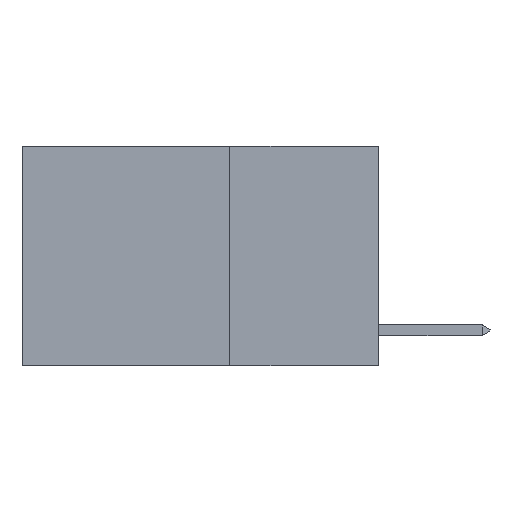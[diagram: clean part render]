
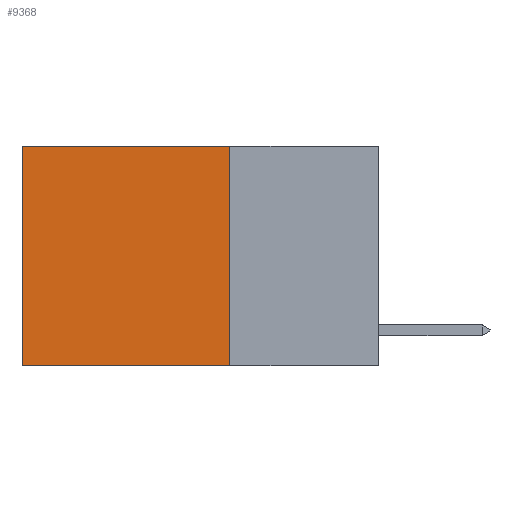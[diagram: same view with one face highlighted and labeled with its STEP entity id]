
A CAD part, left-side view. The second image highlights one B-rep face of the part: STEP entity #9368.
In plain terms, the highlighted planar face has unit normal (-1, 0, 0).
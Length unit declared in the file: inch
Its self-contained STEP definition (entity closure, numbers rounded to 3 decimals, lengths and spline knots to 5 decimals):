
#38 = EDGE_CURVE ( 'NONE', #6276, #11961, #2575, .T. ) ;
#269 = VECTOR ( 'NONE', #4914, 39.37008 ) ;
#901 = CARTESIAN_POINT ( 'NONE',  ( 0.2625, 0.6, 0. ) ) ;
#2296 = DIRECTION ( 'NONE',  ( 0., 1., 0. ) ) ;
#2575 = LINE ( 'NONE', #6511, #15082 ) ;
#3813 = VERTEX_POINT ( 'NONE', #5602 ) ;
#3937 = VECTOR ( 'NONE', #18284, 39.37008 ) ;
#4349 = EDGE_CURVE ( 'NONE', #6276, #9710, #6821, .T. ) ;
#4914 = DIRECTION ( 'NONE',  ( 0., 1., 0. ) ) ;
#5602 = CARTESIAN_POINT ( 'NONE',  ( 0.2625, 0.6, -0.37 ) ) ;
#6276 = VERTEX_POINT ( 'NONE', #15546 ) ;
#6511 = CARTESIAN_POINT ( 'NONE',  ( 0.2625, 0.25, 0. ) ) ;
#6821 = LINE ( 'NONE', #14401, #269 ) ;
#7059 = LINE ( 'NONE', #23989, #3937 ) ;
#8131 = AXIS2_PLACEMENT_3D ( 'NONE', #19802, #12197, #23751 ) ;
#9212 = ORIENTED_EDGE ( 'NONE', *, *, #11630, .F. ) ;
#9368 = ADVANCED_FACE ( 'NONE', ( #12333 ), #23527, .F. ) ;
#9710 = VERTEX_POINT ( 'NONE', #901 ) ;
#9804 = EDGE_LOOP ( 'NONE', ( #24655, #9212, #20648, #12129 ) ) ;
#11630 = EDGE_CURVE ( 'NONE', #11961, #3813, #13721, .T. ) ;
#11961 = VERTEX_POINT ( 'NONE', #15668 ) ;
#12126 = DIRECTION ( 'NONE',  ( 0., 0., -1. ) ) ;
#12129 = ORIENTED_EDGE ( 'NONE', *, *, #4349, .T. ) ;
#12197 = DIRECTION ( 'NONE',  ( 1., 0., 0. ) ) ;
#12333 = FACE_OUTER_BOUND ( 'NONE', #9804, .T. ) ;
#13721 = LINE ( 'NONE', #19438, #22919 ) ;
#14401 = CARTESIAN_POINT ( 'NONE',  ( 0.2625, 0.25, 0. ) ) ;
#15082 = VECTOR ( 'NONE', #12126, 39.37008 ) ;
#15546 = CARTESIAN_POINT ( 'NONE',  ( 0.2625, 0.25, 0. ) ) ;
#15668 = CARTESIAN_POINT ( 'NONE',  ( 0.2625, 0.25, -0.37 ) ) ;
#18284 = DIRECTION ( 'NONE',  ( 0., 0., -1. ) ) ;
#19438 = CARTESIAN_POINT ( 'NONE',  ( 0.2625, 0.25, -0.37 ) ) ;
#19802 = CARTESIAN_POINT ( 'NONE',  ( 0.2625, 0.25, 0. ) ) ;
#20648 = ORIENTED_EDGE ( 'NONE', *, *, #38, .F. ) ;
#21622 = EDGE_CURVE ( 'NONE', #9710, #3813, #7059, .T. ) ;
#22919 = VECTOR ( 'NONE', #2296, 39.37008 ) ;
#23527 = PLANE ( 'NONE',  #8131 ) ;
#23751 = DIRECTION ( 'NONE',  ( 0., 0., -1. ) ) ;
#23989 = CARTESIAN_POINT ( 'NONE',  ( 0.2625, 0.6, 0. ) ) ;
#24655 = ORIENTED_EDGE ( 'NONE', *, *, #21622, .T. ) ;
